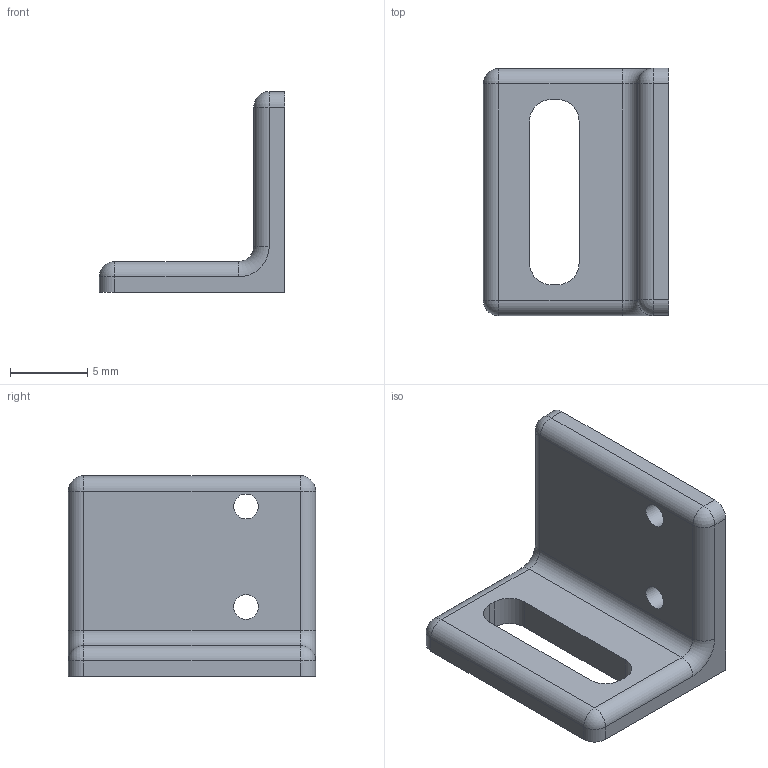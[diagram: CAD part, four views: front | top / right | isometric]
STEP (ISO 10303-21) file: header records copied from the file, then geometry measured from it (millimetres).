
FILE_DESCRIPTION(('FreeCAD Model'),'2;1');
FILE_NAME('Open CASCADE Shape Model','2023-05-02T21:16:11',('Author'),( ''),'Open CASCADE STEP processor 7.5','FreeCAD','Unknown');
FILE_SCHEMA(('AUTOMOTIVE_DESIGN { 1 0 10303 214 1 1 1 1 }'));
Length unit declared in the file: millimetre
Products named in the file (1): y.endstop.holder
Bounding box: 12 x 16 x 13 mm (x, y, z)
Volume: 641.1 mm3; surface area: 844.2 mm2
Topology: 1 solids, 1 shells, 35 faces, 87 edges, 50 vertices
Faces by surface type: cylinder 17, plane 12, sphere 4, torus 2
Full cylindrical faces by diameter (mm): 1.6 x2
Entity records: 2101 total; most frequent: CARTESIAN_POINT 397, DIRECTION 320, ORIENTED_EDGE 166, PCURVE 166, DEFINITIONAL_REPRESENTATION 166, LINE 163, VECTOR 163, EDGE_CURVE 83
